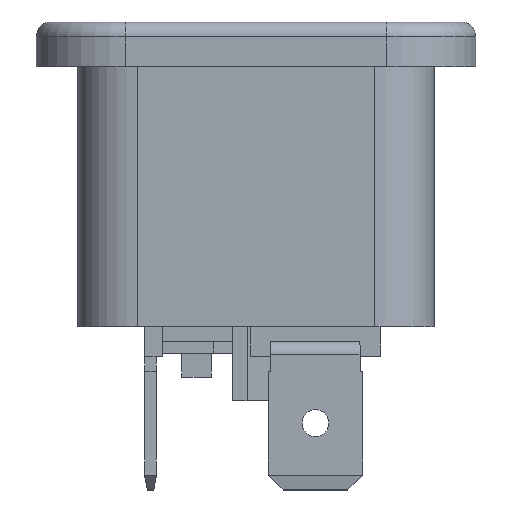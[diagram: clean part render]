
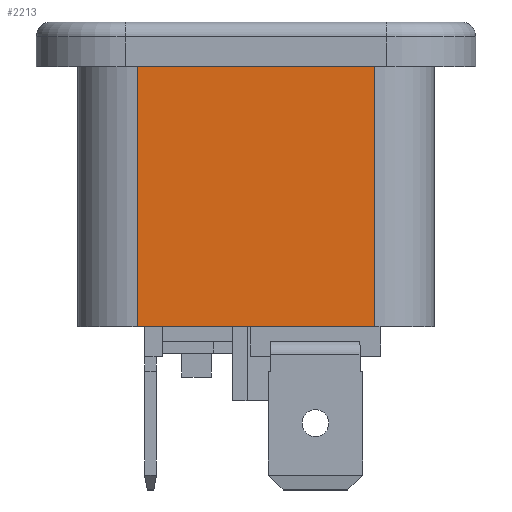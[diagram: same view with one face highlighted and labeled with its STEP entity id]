
A CAD part, left-side view. The second image highlights one B-rep face of the part: STEP entity #2213.
In plain terms, the highlighted planar face has unit normal (-1, 0, 0).
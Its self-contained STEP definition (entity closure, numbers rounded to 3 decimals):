
#501 = CARTESIAN_POINT ( 'NONE',  ( -16., -8., -20.5 ) ) ;
#590 = CARTESIAN_POINT ( 'NONE',  ( -16., -8., -20.5 ) ) ;
#611 = CARTESIAN_POINT ( 'NONE',  ( -16., 8., -20.5 ) ) ;
#612 = DIRECTION ( 'NONE',  ( 0., 1., 0. ) ) ;
#613 = VECTOR ( 'NONE', #612, 1000. ) ;
#614 = LINE ( 'NONE', #590, #613 ) ;
#1084 = VERTEX_POINT ( 'NONE', #501 ) ;
#1127 = EDGE_CURVE ( 'NONE', #1084, #1128, #614, .T. ) ;
#1128 = VERTEX_POINT ( 'NONE', #611 ) ;
#1180 = VERTEX_POINT ( 'NONE', #10702 ) ;
#1351 = EDGE_CURVE ( 'NONE', #1352, #1180, #3067, .T. ) ;
#1352 = VERTEX_POINT ( 'NONE', #3074 ) ;
#2152 = ORIENTED_EDGE ( 'NONE', *, *, #2230, .F. ) ;
#2169 = EDGE_LOOP ( 'NONE', ( #2214, #2267, #2152, #2217 ) ) ;
#2213 = ADVANCED_FACE ( 'NONE', ( #3544 ), #3501, .F. ) ;
#2214 = ORIENTED_EDGE ( 'NONE', *, *, #2269, .T. ) ;
#2217 = ORIENTED_EDGE ( 'NONE', *, *, #1127, .F. ) ;
#2230 = EDGE_CURVE ( 'NONE', #1128, #1180, #3520, .T. ) ;
#2267 = ORIENTED_EDGE ( 'NONE', *, *, #1351, .T. ) ;
#2269 = EDGE_CURVE ( 'NONE', #1084, #1352, #3765, .T. ) ;
#3067 = LINE ( 'NONE', #3084, #3076 ) ;
#3074 = CARTESIAN_POINT ( 'NONE',  ( -16., -8., -1.5 ) ) ;
#3075 = DIRECTION ( 'NONE',  ( 0., 1., 0. ) ) ;
#3076 = VECTOR ( 'NONE', #3075, 1000. ) ;
#3084 = CARTESIAN_POINT ( 'NONE',  ( -16., -8., -1.5 ) ) ;
#3496 = DIRECTION ( 'NONE',  ( 0., 1., 0. ) ) ;
#3497 = DIRECTION ( 'NONE',  ( 1., 0., 0. ) ) ;
#3498 = CARTESIAN_POINT ( 'NONE',  ( -16., -8., -20.5 ) ) ;
#3499 = AXIS2_PLACEMENT_3D ( 'NONE', #3498, #3497, #3496 ) ;
#3501 = PLANE ( 'NONE',  #3499 ) ;
#3516 = DIRECTION ( 'NONE',  ( 0., 0., 1. ) ) ;
#3517 = VECTOR ( 'NONE', #3516, 1000. ) ;
#3518 = CARTESIAN_POINT ( 'NONE',  ( -16., 8., -20.5 ) ) ;
#3520 = LINE ( 'NONE', #3518, #3517 ) ;
#3544 = FACE_OUTER_BOUND ( 'NONE', #2169, .T. ) ;
#3762 = DIRECTION ( 'NONE',  ( 0., 0., 1. ) ) ;
#3763 = VECTOR ( 'NONE', #3762, 1000. ) ;
#3764 = CARTESIAN_POINT ( 'NONE',  ( -16., -8., -20.5 ) ) ;
#3765 = LINE ( 'NONE', #3764, #3763 ) ;
#10702 = CARTESIAN_POINT ( 'NONE',  ( -16., 8., -1.5 ) ) ;
